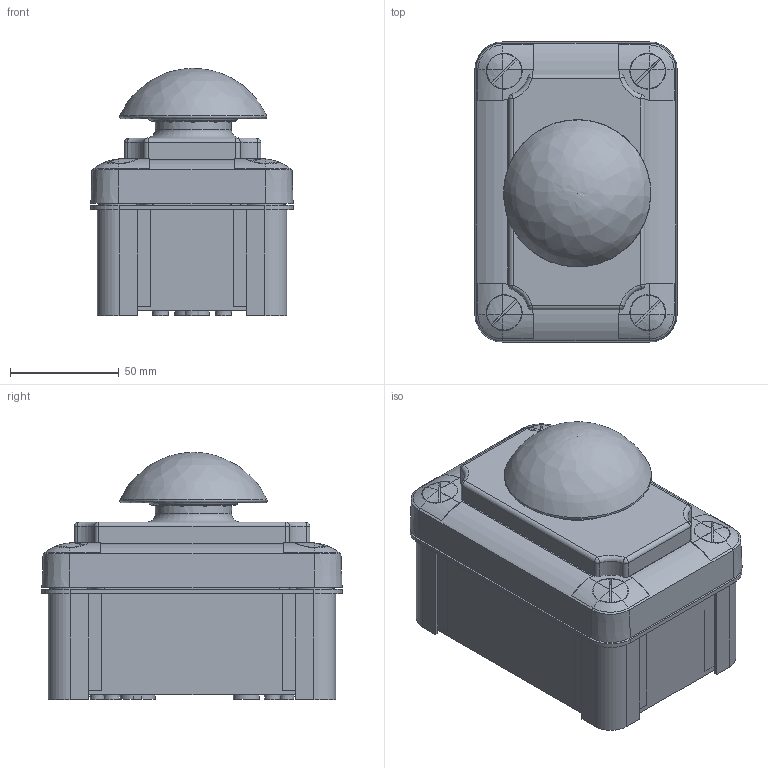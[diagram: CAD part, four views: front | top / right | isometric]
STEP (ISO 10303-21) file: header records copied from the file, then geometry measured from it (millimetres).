
FILE_DESCRIPTION(/* description */ (''),/* implementation_level */ '2;1');
FILE_NAME(/* name */ 'samenstelling.stp',/* time_stamp */ '2021-05-06T12:26:09+02:00',/* author */ ('jbergvanden'),/* organization */ ('TraceParts S.A.'),/* preprocessor_version */ 'ST-DEVELOPER v18',/* originating_system */ 'Autodesk Inventor 2020',/* authorisation */ '');
FILE_SCHEMA (('AUTOMOTIVE_DESIGN { 1 0 10303 214 3 1 1 }'));
Length unit declared in the file: millimetre
Products named in the file (5): box_nsytbp1397t; box_nsytbp1397t_01; box_nsytbp1397t_02; solarpannel mount baseplate; regen afscherming
Assembly tree (4 placements, depth 2):
  box_nsytbp1397t
    box_nsytbp1397t_01
    box_nsytbp1397t_02
    solarpannel mount baseplate
    regen afscherming
Bounding box: 93 x 138 x 113.6 mm (x, y, z)
Volume: 236694.5 mm3; surface area: 181474.8 mm2
Topology: 4 solids, 12 shells, 964 faces, 2634 edges, 1765 vertices
Faces by surface type: plane 451, cylinder 321, cone 98, torus 50, bspline 36, sphere 8
Full cylindrical faces by diameter (mm): 2 x37, 3.6 x8, 5.6 x4, 6 x1, 10 x1, 15 x1, 16.4 x4, 16.5 x4, 18 x4, 30 x1, 35 x1, 35.2 x2, 41.2 x1
Entity records: 34033 total; most frequent: CARTESIAN_POINT 7835, DIRECTION 5477, ORIENTED_EDGE 5258, EDGE_CURVE 2629, AXIS2_PLACEMENT_3D 2127, VERTEX_POINT 1765, LINE 1223, VECTOR 1223
